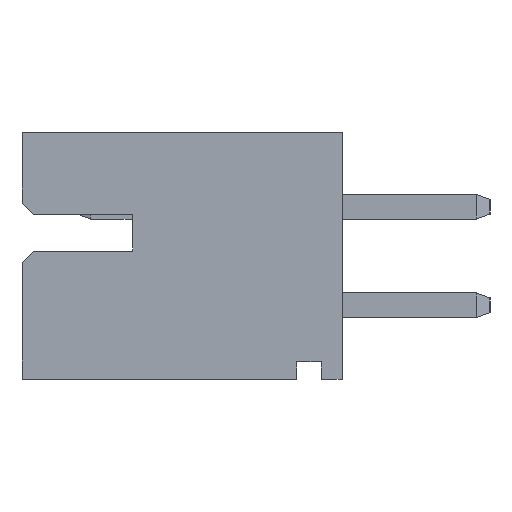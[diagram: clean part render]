
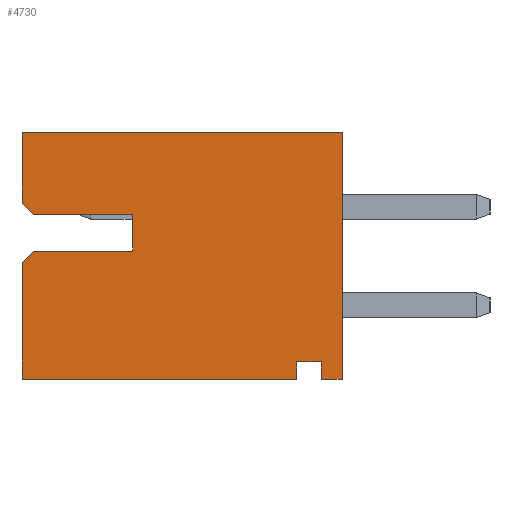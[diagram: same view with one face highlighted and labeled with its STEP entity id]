
A CAD part, left-side view. The second image highlights one B-rep face of the part: STEP entity #4730.
In plain terms, the highlighted face is planar.
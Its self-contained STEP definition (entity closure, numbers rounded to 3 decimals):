
#208 = CARTESIAN_POINT ( 'NONE',  ( 12.95, 6.5, 0.125 ) ) ;
#277 = LINE ( 'NONE', #208, #1684 ) ;
#404 = EDGE_CURVE ( 'NONE', #510, #2278, #5088, .T. ) ;
#432 = EDGE_CURVE ( 'NONE', #5188, #6184, #1656, .T. ) ;
#510 = VERTEX_POINT ( 'NONE', #4829 ) ;
#662 = CARTESIAN_POINT ( 'NONE',  ( 12.95, 4.25, -0.85 ) ) ;
#781 = VECTOR ( 'NONE', #2760, 1000. ) ;
#862 = DIRECTION ( 'NONE',  ( 0., 1., 0. ) ) ;
#945 = CARTESIAN_POINT ( 'NONE',  ( 12.95, 4.25, -0.85 ) ) ;
#1013 = VERTEX_POINT ( 'NONE', #2799 ) ;
#1028 = DIRECTION ( 'NONE',  ( 0., 0., -1. ) ) ;
#1196 = CARTESIAN_POINT ( 'NONE',  ( 12.95, 0.425, 2.15 ) ) ;
#1240 = VERTEX_POINT ( 'NONE', #5351 ) ;
#1340 = LINE ( 'NONE', #3301, #5553 ) ;
#1351 = LINE ( 'NONE', #2700, #2392 ) ;
#1389 = LINE ( 'NONE', #2261, #5025 ) ;
#1395 = CARTESIAN_POINT ( 'NONE',  ( 12.95, 0., 2.5 ) ) ;
#1439 = CARTESIAN_POINT ( 'NONE',  ( 12.95, 0., -2.5 ) ) ;
#1528 = ORIENTED_EDGE ( 'NONE', *, *, #3339, .F. ) ;
#1554 = EDGE_CURVE ( 'NONE', #4477, #1013, #5225, .T. ) ;
#1619 = CARTESIAN_POINT ( 'NONE',  ( 12.95, 4.25, -0.1 ) ) ;
#1656 = LINE ( 'NONE', #1619, #3438 ) ;
#1659 = LINE ( 'NONE', #4140, #3607 ) ;
#1671 = CARTESIAN_POINT ( 'NONE',  ( 12.95, 0., 2.5 ) ) ;
#1684 = VECTOR ( 'NONE', #2163, 1000. ) ;
#1722 = DIRECTION ( 'NONE',  ( 0., 0., 1. ) ) ;
#1729 = LINE ( 'NONE', #1762, #781 ) ;
#1762 = CARTESIAN_POINT ( 'NONE',  ( 12.95, 6.5, 2.5 ) ) ;
#1763 = ORIENTED_EDGE ( 'NONE', *, *, #2598, .T. ) ;
#1881 = VECTOR ( 'NONE', #5966, 1000. ) ;
#1907 = LINE ( 'NONE', #1395, #4215 ) ;
#1960 = ORIENTED_EDGE ( 'NONE', *, *, #5363, .T. ) ;
#2007 = CARTESIAN_POINT ( 'NONE',  ( 12.95, 0.425, 2.5 ) ) ;
#2058 = ORIENTED_EDGE ( 'NONE', *, *, #1554, .F. ) ;
#2095 = ORIENTED_EDGE ( 'NONE', *, *, #404, .F. ) ;
#2163 = DIRECTION ( 'NONE',  ( 0., -0.707, -0.707 ) ) ;
#2238 = CARTESIAN_POINT ( 'NONE',  ( 12.95, 6.275, -0.1 ) ) ;
#2261 = CARTESIAN_POINT ( 'NONE',  ( 12.95, 6.275, -0.85 ) ) ;
#2266 = CARTESIAN_POINT ( 'NONE',  ( 12.95, 0.925, 2.15 ) ) ;
#2278 = VERTEX_POINT ( 'NONE', #4773 ) ;
#2341 = DIRECTION ( 'NONE',  ( 0., -1., 0. ) ) ;
#2392 = VECTOR ( 'NONE', #4249, 1000. ) ;
#2409 = DIRECTION ( 'NONE',  ( 0., 0., 1. ) ) ;
#2565 = DIRECTION ( 'NONE',  ( 0., 0., -1. ) ) ;
#2598 = EDGE_CURVE ( 'NONE', #3914, #2961, #1907, .T. ) ;
#2630 = VERTEX_POINT ( 'NONE', #2962 ) ;
#2676 = EDGE_CURVE ( 'NONE', #6184, #2630, #4912, .T. ) ;
#2700 = CARTESIAN_POINT ( 'NONE',  ( 12.95, 0.425, 2.5 ) ) ;
#2705 = ORIENTED_EDGE ( 'NONE', *, *, #5152, .T. ) ;
#2760 = DIRECTION ( 'NONE',  ( 0., -1., 0. ) ) ;
#2799 = CARTESIAN_POINT ( 'NONE',  ( 12.95, 6.5, -2.5 ) ) ;
#2961 = VERTEX_POINT ( 'NONE', #1439 ) ;
#2962 = CARTESIAN_POINT ( 'NONE',  ( 12.95, 6.275, -0.85 ) ) ;
#3052 = VECTOR ( 'NONE', #1722, 1000. ) ;
#3104 = EDGE_LOOP ( 'NONE', ( #1960, #2095, #6299, #1528, #2705, #1763, #3130, #2058, #4689, #5133, #6038, #3696, #4958, #4669 ) ) ;
#3109 = DIRECTION ( 'NONE',  ( 0., 0., -1. ) ) ;
#3122 = AXIS2_PLACEMENT_3D ( 'NONE', #3795, #4774, #2409 ) ;
#3130 = ORIENTED_EDGE ( 'NONE', *, *, #3548, .F. ) ;
#3151 = VERTEX_POINT ( 'NONE', #1196 ) ;
#3279 = LINE ( 'NONE', #6048, #4633 ) ;
#3301 = CARTESIAN_POINT ( 'NONE',  ( 12.95, 6.5, 2.5 ) ) ;
#3307 = VERTEX_POINT ( 'NONE', #5528 ) ;
#3339 = EDGE_CURVE ( 'NONE', #3955, #3151, #1351, .T. ) ;
#3419 = VERTEX_POINT ( 'NONE', #3765 ) ;
#3438 = VECTOR ( 'NONE', #3109, 1000. ) ;
#3548 = EDGE_CURVE ( 'NONE', #1013, #2961, #1659, .T. ) ;
#3549 = CARTESIAN_POINT ( 'NONE',  ( 12.95, 6.5, -1.075 ) ) ;
#3570 = CARTESIAN_POINT ( 'NONE',  ( 12.95, 0.925, 2.5 ) ) ;
#3607 = VECTOR ( 'NONE', #4653, 1000. ) ;
#3609 = DIRECTION ( 'NONE',  ( 0., 0., -1. ) ) ;
#3696 = ORIENTED_EDGE ( 'NONE', *, *, #5090, .F. ) ;
#3751 = EDGE_CURVE ( 'NONE', #2630, #4477, #1389, .T. ) ;
#3765 = CARTESIAN_POINT ( 'NONE',  ( 12.95, 6.275, -0.1 ) ) ;
#3795 = CARTESIAN_POINT ( 'NONE',  ( 12.95, 6.5, 2.5 ) ) ;
#3854 = VECTOR ( 'NONE', #862, 1000. ) ;
#3914 = VERTEX_POINT ( 'NONE', #1671 ) ;
#3955 = VERTEX_POINT ( 'NONE', #2007 ) ;
#4008 = VECTOR ( 'NONE', #5061, 1000. ) ;
#4140 = CARTESIAN_POINT ( 'NONE',  ( 12.95, 6.5, -2.5 ) ) ;
#4196 = DIRECTION ( 'NONE',  ( 0., 0.707, -0.707 ) ) ;
#4215 = VECTOR ( 'NONE', #1028, 1000. ) ;
#4249 = DIRECTION ( 'NONE',  ( 0., 0., -1. ) ) ;
#4289 = EDGE_CURVE ( 'NONE', #3151, #510, #4679, .T. ) ;
#4477 = VERTEX_POINT ( 'NONE', #3549 ) ;
#4633 = VECTOR ( 'NONE', #3609, 1000. ) ;
#4653 = DIRECTION ( 'NONE',  ( 0., -1., 0. ) ) ;
#4669 = ORIENTED_EDGE ( 'NONE', *, *, #5388, .F. ) ;
#4679 = LINE ( 'NONE', #2266, #3854 ) ;
#4689 = ORIENTED_EDGE ( 'NONE', *, *, #3751, .F. ) ;
#4730 = ADVANCED_FACE ( 'NONE', ( #6268 ), #5345, .F. ) ;
#4773 = CARTESIAN_POINT ( 'NONE',  ( 12.95, 0.925, 2.5 ) ) ;
#4774 = DIRECTION ( 'NONE',  ( -1., 0., 0. ) ) ;
#4829 = CARTESIAN_POINT ( 'NONE',  ( 12.95, 0.925, 2.15 ) ) ;
#4887 = VECTOR ( 'NONE', #2565, 1000. ) ;
#4912 = LINE ( 'NONE', #945, #1881 ) ;
#4958 = ORIENTED_EDGE ( 'NONE', *, *, #5604, .F. ) ;
#5025 = VECTOR ( 'NONE', #4196, 1000. ) ;
#5061 = DIRECTION ( 'NONE',  ( 0., -1., 0. ) ) ;
#5087 = LINE ( 'NONE', #2238, #4008 ) ;
#5088 = LINE ( 'NONE', #3570, #3052 ) ;
#5090 = EDGE_CURVE ( 'NONE', #3419, #5188, #5087, .T. ) ;
#5133 = ORIENTED_EDGE ( 'NONE', *, *, #2676, .F. ) ;
#5152 = EDGE_CURVE ( 'NONE', #3955, #3914, #1340, .T. ) ;
#5188 = VERTEX_POINT ( 'NONE', #5380 ) ;
#5225 = LINE ( 'NONE', #6239, #4887 ) ;
#5345 = PLANE ( 'NONE',  #3122 ) ;
#5351 = CARTESIAN_POINT ( 'NONE',  ( 12.95, 6.5, 0.125 ) ) ;
#5363 = EDGE_CURVE ( 'NONE', #3307, #2278, #1729, .T. ) ;
#5380 = CARTESIAN_POINT ( 'NONE',  ( 12.95, 4.25, -0.1 ) ) ;
#5388 = EDGE_CURVE ( 'NONE', #3307, #1240, #3279, .T. ) ;
#5528 = CARTESIAN_POINT ( 'NONE',  ( 12.95, 6.5, 2.5 ) ) ;
#5553 = VECTOR ( 'NONE', #2341, 1000. ) ;
#5604 = EDGE_CURVE ( 'NONE', #1240, #3419, #277, .T. ) ;
#5966 = DIRECTION ( 'NONE',  ( 0., 1., 0. ) ) ;
#6038 = ORIENTED_EDGE ( 'NONE', *, *, #432, .F. ) ;
#6048 = CARTESIAN_POINT ( 'NONE',  ( 12.95, 6.5, 2.5 ) ) ;
#6184 = VERTEX_POINT ( 'NONE', #662 ) ;
#6239 = CARTESIAN_POINT ( 'NONE',  ( 12.95, 6.5, 2.5 ) ) ;
#6268 = FACE_OUTER_BOUND ( 'NONE', #3104, .T. ) ;
#6299 = ORIENTED_EDGE ( 'NONE', *, *, #4289, .F. ) ;
